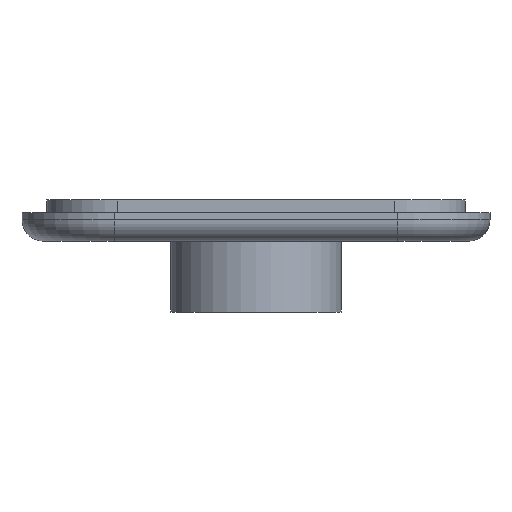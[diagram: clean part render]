
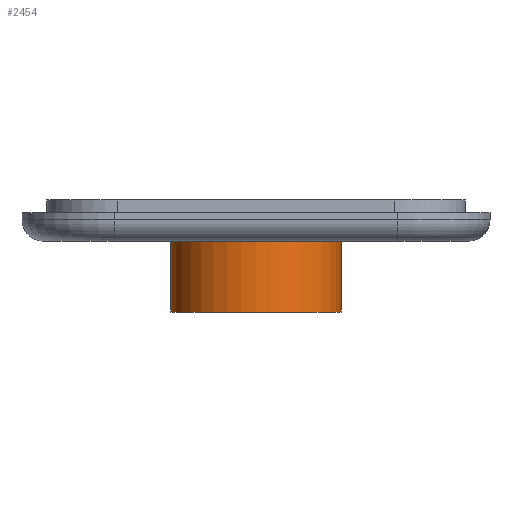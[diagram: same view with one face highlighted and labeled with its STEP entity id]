
A CAD part, front view. The second image highlights one B-rep face of the part: STEP entity #2454.
In plain terms, the highlighted cylindrical face has radius 12 mm (diameter 24 mm), a full revolution.
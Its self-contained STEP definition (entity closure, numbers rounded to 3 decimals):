
#1571 = PLANE('',#1572);
#1572 = AXIS2_PLACEMENT_3D('',#1573,#1574,#1575);
#1573 = CARTESIAN_POINT('',(0.,-5.,-3.));
#1574 = DIRECTION('',(0.,0.,1.));
#1575 = DIRECTION('',(1.,0.,0.));
#2225 = EDGE_CURVE('',#2226,#2226,#2228,.T.);
#2226 = VERTEX_POINT('',#2227);
#2227 = CARTESIAN_POINT('',(12.,19.5,-3.));
#2228 = SURFACE_CURVE('',#2229,(#2234,#2245),.PCURVE_S1.);
#2229 = CIRCLE('',#2230,12.);
#2230 = AXIS2_PLACEMENT_3D('',#2231,#2232,#2233);
#2231 = CARTESIAN_POINT('',(0.,19.5,-3.));
#2232 = DIRECTION('',(0.,0.,-1.));
#2233 = DIRECTION('',(1.,0.,0.));
#2234 = PCURVE('',#1571,#2235);
#2235 = DEFINITIONAL_REPRESENTATION('',(#2236),#2244);
#2236 = ( BOUNDED_CURVE() B_SPLINE_CURVE(2,(#2237,#2238,#2239,#2240,
#2241,#2242,#2243),.UNSPECIFIED.,.T.,.F.) B_SPLINE_CURVE_WITH_KNOTS((1,2
    ,2,2,2,1),(-2.094,0.,2.094,4.189,
6.283,8.378),.UNSPECIFIED.) CURVE() 
GEOMETRIC_REPRESENTATION_ITEM() RATIONAL_B_SPLINE_CURVE((1.,0.5,1.,0.5,
1.,0.5,1.)) REPRESENTATION_ITEM('') );
#2237 = CARTESIAN_POINT('',(12.,24.5));
#2238 = CARTESIAN_POINT('',(12.,3.715));
#2239 = CARTESIAN_POINT('',(-6.,14.108));
#2240 = CARTESIAN_POINT('',(-24.,24.5));
#2241 = CARTESIAN_POINT('',(-6.,34.892));
#2242 = CARTESIAN_POINT('',(12.,45.285));
#2243 = CARTESIAN_POINT('',(12.,24.5));
#2244 = ( GEOMETRIC_REPRESENTATION_CONTEXT(2) 
PARAMETRIC_REPRESENTATION_CONTEXT() REPRESENTATION_CONTEXT('2D SPACE',''
  ) );
#2245 = PCURVE('',#2246,#2251);
#2246 = CYLINDRICAL_SURFACE('',#2247,12.);
#2247 = AXIS2_PLACEMENT_3D('',#2248,#2249,#2250);
#2248 = CARTESIAN_POINT('',(0.,19.5,-3.));
#2249 = DIRECTION('',(0.,0.,1.));
#2250 = DIRECTION('',(1.,0.,0.));
#2251 = DEFINITIONAL_REPRESENTATION('',(#2252),#2256);
#2252 = LINE('',#2253,#2254);
#2253 = CARTESIAN_POINT('',(-0.,0.));
#2254 = VECTOR('',#2255,1.);
#2255 = DIRECTION('',(-1.,0.));
#2256 = ( GEOMETRIC_REPRESENTATION_CONTEXT(2) 
PARAMETRIC_REPRESENTATION_CONTEXT() REPRESENTATION_CONTEXT('2D SPACE',''
  ) );
#2454 = ADVANCED_FACE('',(#2455),#2246,.T.);
#2455 = FACE_BOUND('',#2456,.F.);
#2456 = EDGE_LOOP('',(#2457,#2480,#2511,#2512));
#2457 = ORIENTED_EDGE('',*,*,#2458,.T.);
#2458 = EDGE_CURVE('',#2226,#2459,#2461,.T.);
#2459 = VERTEX_POINT('',#2460);
#2460 = CARTESIAN_POINT('',(12.,19.5,-13.));
#2461 = SEAM_CURVE('',#2462,(#2466,#2473),.PCURVE_S1.);
#2462 = LINE('',#2463,#2464);
#2463 = CARTESIAN_POINT('',(12.,19.5,-3.));
#2464 = VECTOR('',#2465,1.);
#2465 = DIRECTION('',(0.,0.,-1.));
#2466 = PCURVE('',#2246,#2467);
#2467 = DEFINITIONAL_REPRESENTATION('',(#2468),#2472);
#2468 = LINE('',#2469,#2470);
#2469 = CARTESIAN_POINT('',(-0.,0.));
#2470 = VECTOR('',#2471,1.);
#2471 = DIRECTION('',(-0.,-1.));
#2472 = ( GEOMETRIC_REPRESENTATION_CONTEXT(2) 
PARAMETRIC_REPRESENTATION_CONTEXT() REPRESENTATION_CONTEXT('2D SPACE',''
  ) );
#2473 = PCURVE('',#2246,#2474);
#2474 = DEFINITIONAL_REPRESENTATION('',(#2475),#2479);
#2475 = LINE('',#2476,#2477);
#2476 = CARTESIAN_POINT('',(-6.283,0.));
#2477 = VECTOR('',#2478,1.);
#2478 = DIRECTION('',(-0.,-1.));
#2479 = ( GEOMETRIC_REPRESENTATION_CONTEXT(2) 
PARAMETRIC_REPRESENTATION_CONTEXT() REPRESENTATION_CONTEXT('2D SPACE',''
  ) );
#2480 = ORIENTED_EDGE('',*,*,#2481,.T.);
#2481 = EDGE_CURVE('',#2459,#2459,#2482,.T.);
#2482 = SURFACE_CURVE('',#2483,(#2488,#2495),.PCURVE_S1.);
#2483 = CIRCLE('',#2484,12.);
#2484 = AXIS2_PLACEMENT_3D('',#2485,#2486,#2487);
#2485 = CARTESIAN_POINT('',(0.,19.5,-13.));
#2486 = DIRECTION('',(0.,0.,-1.));
#2487 = DIRECTION('',(1.,0.,0.));
#2488 = PCURVE('',#2246,#2489);
#2489 = DEFINITIONAL_REPRESENTATION('',(#2490),#2494);
#2490 = LINE('',#2491,#2492);
#2491 = CARTESIAN_POINT('',(-0.,-10.));
#2492 = VECTOR('',#2493,1.);
#2493 = DIRECTION('',(-1.,0.));
#2494 = ( GEOMETRIC_REPRESENTATION_CONTEXT(2) 
PARAMETRIC_REPRESENTATION_CONTEXT() REPRESENTATION_CONTEXT('2D SPACE',''
  ) );
#2495 = PCURVE('',#2496,#2501);
#2496 = PLANE('',#2497);
#2497 = AXIS2_PLACEMENT_3D('',#2498,#2499,#2500);
#2498 = CARTESIAN_POINT('',(0.,19.5,-13.));
#2499 = DIRECTION('',(0.,0.,1.));
#2500 = DIRECTION('',(1.,0.,0.));
#2501 = DEFINITIONAL_REPRESENTATION('',(#2502),#2510);
#2502 = ( BOUNDED_CURVE() B_SPLINE_CURVE(2,(#2503,#2504,#2505,#2506,
#2507,#2508,#2509),.UNSPECIFIED.,.T.,.F.) B_SPLINE_CURVE_WITH_KNOTS((1,2
    ,2,2,2,1),(-2.094,0.,2.094,4.189,
6.283,8.378),.UNSPECIFIED.) CURVE() 
GEOMETRIC_REPRESENTATION_ITEM() RATIONAL_B_SPLINE_CURVE((1.,0.5,1.,0.5,
1.,0.5,1.)) REPRESENTATION_ITEM('') );
#2503 = CARTESIAN_POINT('',(12.,0.));
#2504 = CARTESIAN_POINT('',(12.,-20.785));
#2505 = CARTESIAN_POINT('',(-6.,-10.392));
#2506 = CARTESIAN_POINT('',(-24.,0.));
#2507 = CARTESIAN_POINT('',(-6.,10.392));
#2508 = CARTESIAN_POINT('',(12.,20.785));
#2509 = CARTESIAN_POINT('',(12.,0.));
#2510 = ( GEOMETRIC_REPRESENTATION_CONTEXT(2) 
PARAMETRIC_REPRESENTATION_CONTEXT() REPRESENTATION_CONTEXT('2D SPACE',''
  ) );
#2511 = ORIENTED_EDGE('',*,*,#2458,.F.);
#2512 = ORIENTED_EDGE('',*,*,#2225,.F.);
